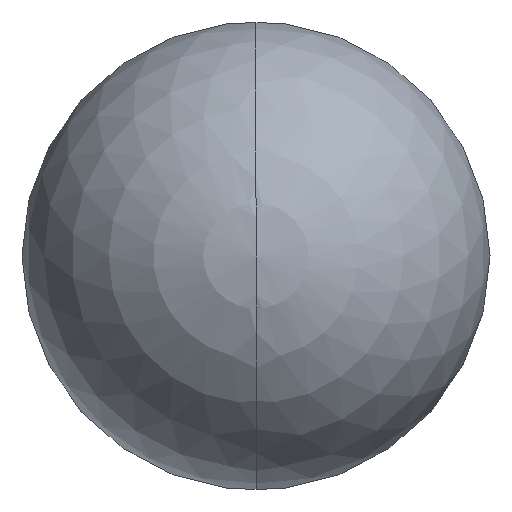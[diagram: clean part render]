
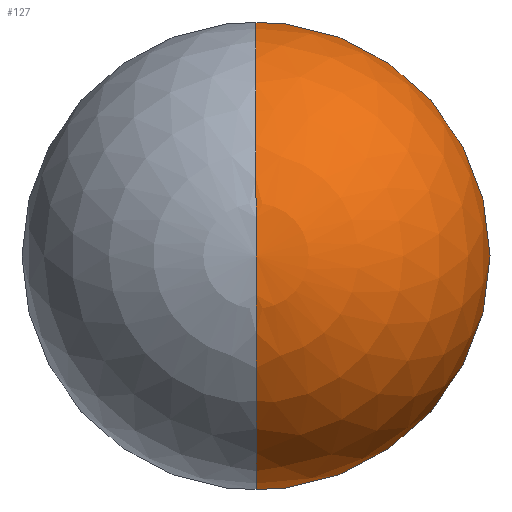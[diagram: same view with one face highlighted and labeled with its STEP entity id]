
A CAD part, left-side view. The second image highlights one B-rep face of the part: STEP entity #127.
In plain terms, the highlighted spherical face has radius 10 mm.
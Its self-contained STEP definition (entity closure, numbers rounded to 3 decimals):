
#127=ADVANCED_FACE('',(#266),#267,.T.);
#141=VERTEX_POINT('',#282);
#147=VERTEX_POINT('',#289);
#161=EDGE_CURVE('',#141,#175,#304,.T.);
#169=EDGE_CURVE('',#175,#147,#314,.T.);
#175=VERTEX_POINT('',#320);
#181=EDGE_CURVE('',#147,#141,#326,.T.);
#266=FACE_OUTER_BOUND('',#414,.T.);
#267=SPHERICAL_SURFACE('',#415,10.);
#282=CARTESIAN_POINT('',(-53.,0.,6.0));
#289=CARTESIAN_POINT('',(-71.,0.,0.));
#304=CIRCLE('',#462,6.);
#314=CIRCLE('',#477,10.);
#320=CARTESIAN_POINT('',(-53.,0.,-6.));
#326=CIRCLE('',#491,10.);
#414=EDGE_LOOP('',(#601,#602,#603));
#415=AXIS2_PLACEMENT_3D('',#604,#605,#606);
#462=AXIS2_PLACEMENT_3D('',#644,#645,#646);
#477=AXIS2_PLACEMENT_3D('',#657,#658,#659);
#491=AXIS2_PLACEMENT_3D('',#663,#664,#665);
#601=ORIENTED_EDGE('',*,*,#181,.F.);
#602=ORIENTED_EDGE('',*,*,#169,.F.);
#603=ORIENTED_EDGE('',*,*,#161,.F.);
#604=CARTESIAN_POINT('',(-61.,0.,0.0));
#605=DIRECTION('',(1.0,0.0,0.0));
#606=DIRECTION('',(0.0,0.,1.0));
#644=CARTESIAN_POINT('',(-53.,0.,0.));
#645=DIRECTION('',(1.0,0.0,0.0));
#646=DIRECTION('',(0.0,0.,1.0));
#657=CARTESIAN_POINT('',(-61.,0.,0.));
#658=DIRECTION('',(-0.0,1.0,0.));
#659=DIRECTION('',(0.0,0.,-1.0));
#663=CARTESIAN_POINT('',(-61.,0.,0.));
#664=DIRECTION('',(-0.0,1.0,0.));
#665=DIRECTION('',(0.0,0.,-1.0));
